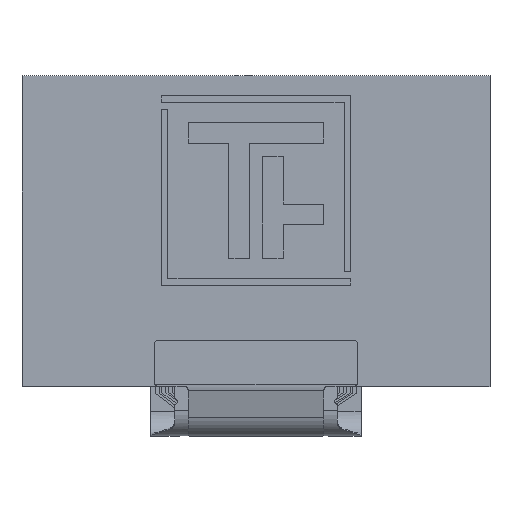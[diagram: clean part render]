
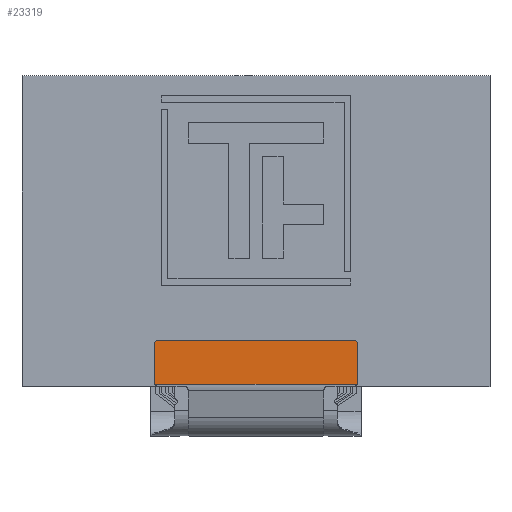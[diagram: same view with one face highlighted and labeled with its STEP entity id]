
A CAD part, top view. The second image highlights one B-rep face of the part: STEP entity #23319.
In plain terms, the highlighted planar face has unit normal (0, 0, 1).
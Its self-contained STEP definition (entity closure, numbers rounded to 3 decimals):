
#16581 = VERTEX_POINT('',#16582);
#16582 = CARTESIAN_POINT('',(7.5,-11.175,1.25));
#16599 = VERTEX_POINT('',#16600);
#16600 = CARTESIAN_POINT('',(7.473,-11.299,1.25));
#16654 = EDGE_CURVE('',#16581,#16599,#16655,.T.);
#16655 = CIRCLE('',#16656,0.3);
#16656 = AXIS2_PLACEMENT_3D('',#16657,#16658,#16659);
#16657 = CARTESIAN_POINT('',(7.2,-11.175,1.25));
#16658 = DIRECTION('',(-0.,-0.,-1.));
#16659 = DIRECTION('',(0.,-1.,0.));
#16669 = EDGE_CURVE('',#16670,#16581,#16672,.T.);
#16670 = VERTEX_POINT('',#16671);
#16671 = CARTESIAN_POINT('',(7.5,-8.35,1.25));
#16672 = LINE('',#16673,#16674);
#16673 = CARTESIAN_POINT('',(7.5,-8.05,1.25));
#16674 = VECTOR('',#16675,1.);
#16675 = DIRECTION('',(0.,-1.,0.));
#16695 = VERTEX_POINT('',#16696);
#16696 = CARTESIAN_POINT('',(7.2,-8.05,1.25));
#16702 = EDGE_CURVE('',#16670,#16695,#16703,.T.);
#16703 = CIRCLE('',#16704,0.3);
#16704 = AXIS2_PLACEMENT_3D('',#16705,#16706,#16707);
#16705 = CARTESIAN_POINT('',(7.2,-8.35,1.25));
#16706 = DIRECTION('',(-0.,0.,1.));
#16707 = DIRECTION('',(0.,-1.,0.));
#16720 = VERTEX_POINT('',#16721);
#16721 = CARTESIAN_POINT('',(-7.2,-8.05,1.25));
#16727 = EDGE_CURVE('',#16695,#16720,#16728,.T.);
#16728 = LINE('',#16729,#16730);
#16729 = CARTESIAN_POINT('',(7.5,-8.05,1.25));
#16730 = VECTOR('',#16731,1.);
#16731 = DIRECTION('',(-1.,0.,0.));
#16744 = VERTEX_POINT('',#16745);
#16745 = CARTESIAN_POINT('',(-7.5,-8.35,1.25));
#16751 = EDGE_CURVE('',#16720,#16744,#16752,.T.);
#16752 = CIRCLE('',#16753,0.3);
#16753 = AXIS2_PLACEMENT_3D('',#16754,#16755,#16756);
#16754 = CARTESIAN_POINT('',(-7.2,-8.35,1.25));
#16755 = DIRECTION('',(-0.,0.,1.));
#16756 = DIRECTION('',(0.,-1.,0.));
#16767 = EDGE_CURVE('',#16744,#16768,#16770,.T.);
#16768 = VERTEX_POINT('',#16769);
#16769 = CARTESIAN_POINT('',(-7.5,-11.175,1.25));
#16770 = LINE('',#16771,#16772);
#16771 = CARTESIAN_POINT('',(-7.5,-8.05,1.25));
#16772 = VECTOR('',#16773,1.);
#16773 = DIRECTION('',(0.,-1.,0.));
#16803 = VERTEX_POINT('',#16804);
#16804 = CARTESIAN_POINT('',(-7.473,-11.299,1.25));
#16858 = EDGE_CURVE('',#16768,#16803,#16859,.T.);
#16859 = CIRCLE('',#16860,0.3);
#16860 = AXIS2_PLACEMENT_3D('',#16861,#16862,#16863);
#16861 = CARTESIAN_POINT('',(-7.2,-11.175,1.25));
#16862 = DIRECTION('',(-0.,0.,1.));
#16863 = DIRECTION('',(0.,-1.,0.));
#23319 = ADVANCED_FACE('',(#23320),#23335,.T.);
#23320 = FACE_BOUND('',#23321,.T.);
#23321 = EDGE_LOOP('',(#23322,#23323,#23324,#23325,#23326,#23327,#23328,
    #23334));
#23322 = ORIENTED_EDGE('',*,*,#16669,.F.);
#23323 = ORIENTED_EDGE('',*,*,#16702,.T.);
#23324 = ORIENTED_EDGE('',*,*,#16727,.T.);
#23325 = ORIENTED_EDGE('',*,*,#16751,.T.);
#23326 = ORIENTED_EDGE('',*,*,#16767,.T.);
#23327 = ORIENTED_EDGE('',*,*,#16858,.T.);
#23328 = ORIENTED_EDGE('',*,*,#23329,.F.);
#23329 = EDGE_CURVE('',#16599,#16803,#23330,.T.);
#23330 = LINE('',#23331,#23332);
#23331 = CARTESIAN_POINT('',(7.5,-11.299,1.25));
#23332 = VECTOR('',#23333,1.);
#23333 = DIRECTION('',(-1.,0.,0.));
#23334 = ORIENTED_EDGE('',*,*,#16654,.F.);
#23335 = PLANE('',#23336);
#23336 = AXIS2_PLACEMENT_3D('',#23337,#23338,#23339);
#23337 = CARTESIAN_POINT('',(7.5,-8.05,1.25));
#23338 = DIRECTION('',(0.,0.,1.));
#23339 = DIRECTION('',(0.,-1.,0.));
